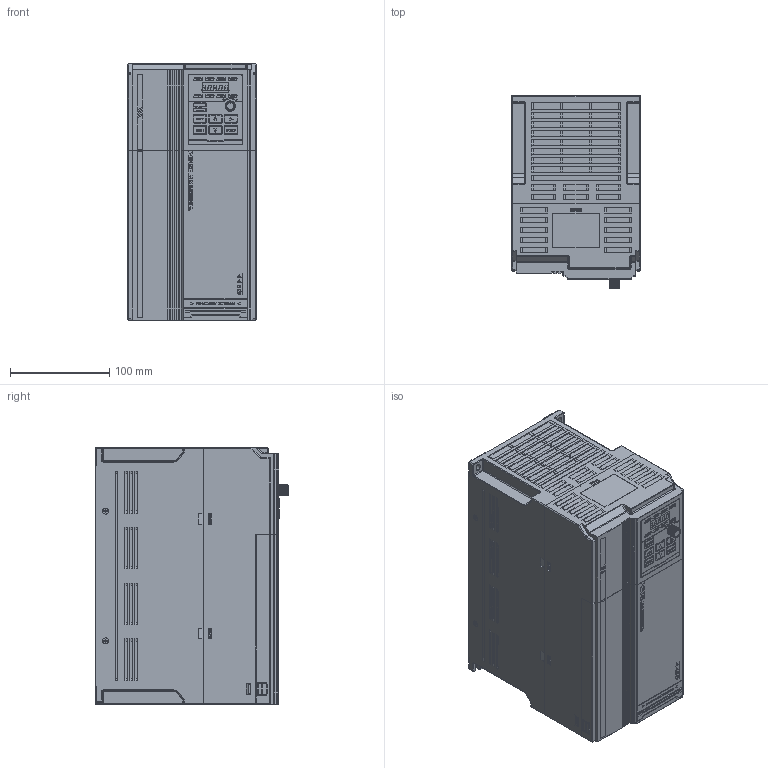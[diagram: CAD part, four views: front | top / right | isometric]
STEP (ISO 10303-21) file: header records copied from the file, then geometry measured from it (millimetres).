
FILE_DESCRIPTION(/* description */ (''),/* implementation_level */ '2;1');
FILE_NAME(/* name */ 'VH1-S4',/* time_stamp */ '2024-09-26T15:15:00+08:00',/* author */ (''),/* organization */ (''),/* preprocessor_version */ 'ST-DEVELOPER v19.2',/* originating_system */ 'Rhino 8.2',/* authorisation */ '');
FILE_SCHEMA (('CONFIG_CONTROL_DESIGN'));
Products named in the file (1): Document
Bounding box: 130.6 x 194.52 x 259 mm (x, y, z)
Volume: 2399637.6 mm3; surface area: 460381.1 mm2
Topology: 339 solids, 356 shells, 9036 faces, 23621 edges, 15386 vertices
Faces by surface type: plane 6865, cylinder 1596, bspline 575
Entity records: 272544 total; most frequent: CARTESIAN_POINT 99831, ORIENTED_EDGE 46964, EDGE_CURVE 23584, B_SPLINE_CURVE_WITH_KNOTS 20788, VERTEX_POINT 15384, DIRECTION 13138, AXIS2_PLACEMENT_3D 10781, EDGE_LOOP 9485
